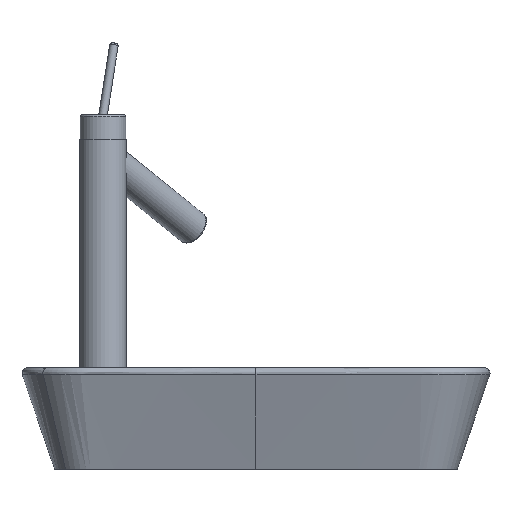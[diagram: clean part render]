
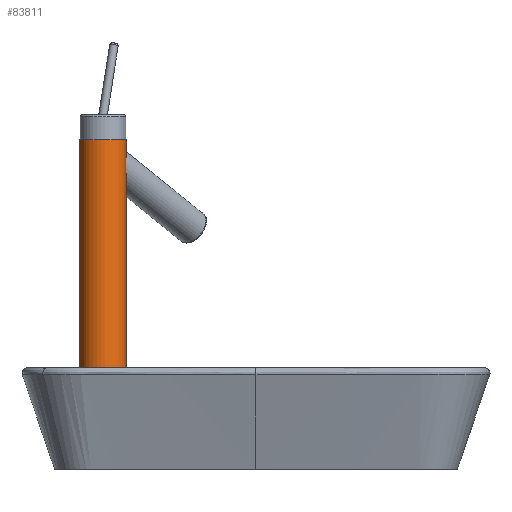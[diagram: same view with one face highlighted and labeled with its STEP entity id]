
A CAD part, front view. The second image highlights one B-rep face of the part: STEP entity #83811.
In plain terms, the highlighted cylindrical face has radius 23 mm (diameter 46 mm), a full revolution.
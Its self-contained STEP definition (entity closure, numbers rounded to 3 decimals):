
#83780=CARTESIAN_POINT('',(23.,0.,10.0));
#83781=VERTEX_POINT('',#83780);
#83782=CARTESIAN_POINT('',(0.0,0.0,10.0));
#83783=DIRECTION('',(0.0,0.0,-1.0));
#83784=DIRECTION('',(-1.0,0.0,0.0));
#83785=AXIS2_PLACEMENT_3D('',#83782,#83783,#83784);
#83786=CIRCLE('',#83785,23.);
#83787=EDGE_CURVE('',#83781,#83781,#83786,.T.);
#83792=CARTESIAN_POINT('',(0.0,0.0,10.0));
#83793=DIRECTION('',(0.0,0.0,1.0));
#83794=DIRECTION('',(-1.0,0.0,0.0));
#83795=AXIS2_PLACEMENT_3D('',#83792,#83793,#83794);
#83796=CYLINDRICAL_SURFACE('',#83795,23.);
#83797=CARTESIAN_POINT('',(23.,0.,240.0));
#83798=VERTEX_POINT('',#83797);
#83799=CARTESIAN_POINT('',(0.0,0.0,240.0));
#83800=DIRECTION('',(0.0,0.0,-1.0));
#83801=DIRECTION('',(-1.0,0.0,0.0));
#83802=AXIS2_PLACEMENT_3D('',#83799,#83800,#83801);
#83803=CIRCLE('',#83802,23.);
#83804=EDGE_CURVE('',#83798,#83798,#83803,.T.);
#83805=ORIENTED_EDGE('',*,*,#83804,.T.);
#83806=EDGE_LOOP('',(#83805));
#83807=FACE_OUTER_BOUND('',#83806,.T.);
#83808=ORIENTED_EDGE('',*,*,#83787,.F.);
#83809=EDGE_LOOP('',(#83808));
#83810=FACE_BOUND('',#83809,.T.);
#83811=ADVANCED_FACE('',(#83807,#83810),#83796,.T.);
